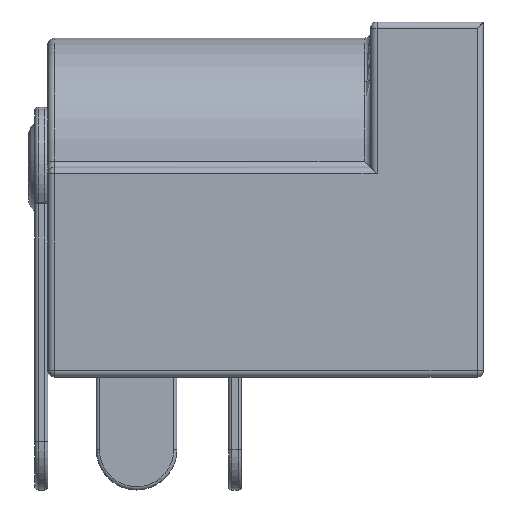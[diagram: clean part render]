
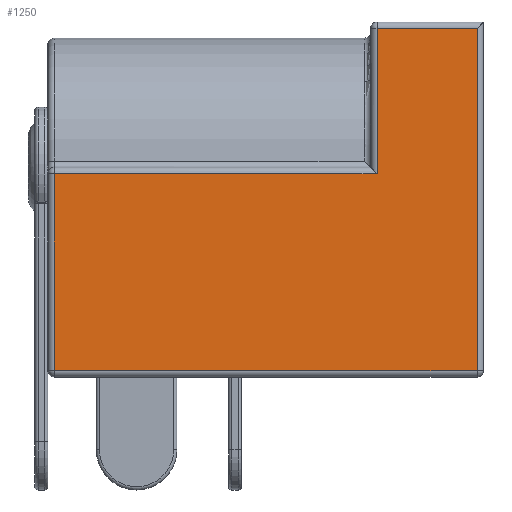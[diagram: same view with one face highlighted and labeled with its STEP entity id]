
A CAD part, left-side view. The second image highlights one B-rep face of the part: STEP entity #1250.
In plain terms, the highlighted planar face has unit normal (-1, 0, 0).
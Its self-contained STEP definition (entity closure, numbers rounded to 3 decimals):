
#1037 = VERTEX_POINT('',#1038);
#1038 = CARTESIAN_POINT('',(-4.551,-13.612,10.812));
#1045 = EDGE_CURVE('',#1046,#1037,#1048,.T.);
#1046 = VERTEX_POINT('',#1047);
#1047 = CARTESIAN_POINT('',(-4.551,-13.612,0.212));
#1048 = LINE('',#1049,#1050);
#1049 = CARTESIAN_POINT('',(-4.551,-13.612,11.012));
#1050 = VECTOR('',#1051,1.);
#1051 = DIRECTION('',(0.,0.,1.));
#1205 = VERTEX_POINT('',#1206);
#1206 = CARTESIAN_POINT('',(-4.551,-10.512,10.812));
#1213 = EDGE_CURVE('',#1037,#1205,#1214,.T.);
#1214 = LINE('',#1215,#1216);
#1215 = CARTESIAN_POINT('',(-4.551,-10.312,10.812));
#1216 = VECTOR('',#1217,1.);
#1217 = DIRECTION('',(0.,1.,0.));
#1250 = ADVANCED_FACE('',(#1251),#1285,.T.);
#1251 = FACE_BOUND('',#1252,.T.);
#1252 = EDGE_LOOP('',(#1253,#1263,#1271,#1277,#1278,#1279));
#1253 = ORIENTED_EDGE('',*,*,#1254,.T.);
#1254 = EDGE_CURVE('',#1255,#1257,#1259,.T.);
#1255 = VERTEX_POINT('',#1256);
#1256 = CARTESIAN_POINT('',(-4.551,-10.512,6.312));
#1257 = VERTEX_POINT('',#1258);
#1258 = CARTESIAN_POINT('',(-4.551,-0.512,6.312));
#1259 = LINE('',#1260,#1261);
#1260 = CARTESIAN_POINT('',(-4.551,-0.312,6.312));
#1261 = VECTOR('',#1262,1.);
#1262 = DIRECTION('',(0.,1.,0.));
#1263 = ORIENTED_EDGE('',*,*,#1264,.T.);
#1264 = EDGE_CURVE('',#1257,#1265,#1267,.T.);
#1265 = VERTEX_POINT('',#1266);
#1266 = CARTESIAN_POINT('',(-4.551,-0.512,0.212));
#1267 = LINE('',#1268,#1269);
#1268 = CARTESIAN_POINT('',(-4.551,-0.512,0.012));
#1269 = VECTOR('',#1270,1.);
#1270 = DIRECTION('',(0.,0.,-1.));
#1271 = ORIENTED_EDGE('',*,*,#1272,.T.);
#1272 = EDGE_CURVE('',#1265,#1046,#1273,.T.);
#1273 = LINE('',#1274,#1275);
#1274 = CARTESIAN_POINT('',(-4.551,-13.812,0.212));
#1275 = VECTOR('',#1276,1.);
#1276 = DIRECTION('',(0.,-1.,0.));
#1277 = ORIENTED_EDGE('',*,*,#1045,.T.);
#1278 = ORIENTED_EDGE('',*,*,#1213,.T.);
#1279 = ORIENTED_EDGE('',*,*,#1280,.T.);
#1280 = EDGE_CURVE('',#1205,#1255,#1281,.T.);
#1281 = LINE('',#1282,#1283);
#1282 = CARTESIAN_POINT('',(-4.551,-10.512,6.512));
#1283 = VECTOR('',#1284,1.);
#1284 = DIRECTION('',(0.,0.,-1.));
#1285 = PLANE('',#1286);
#1286 = AXIS2_PLACEMENT_3D('',#1287,#1288,#1289);
#1287 = CARTESIAN_POINT('',(-4.551,-6.462,6.512));
#1288 = DIRECTION('',(-1.,0.,0.));
#1289 = DIRECTION('',(0.,-1.,0.));
